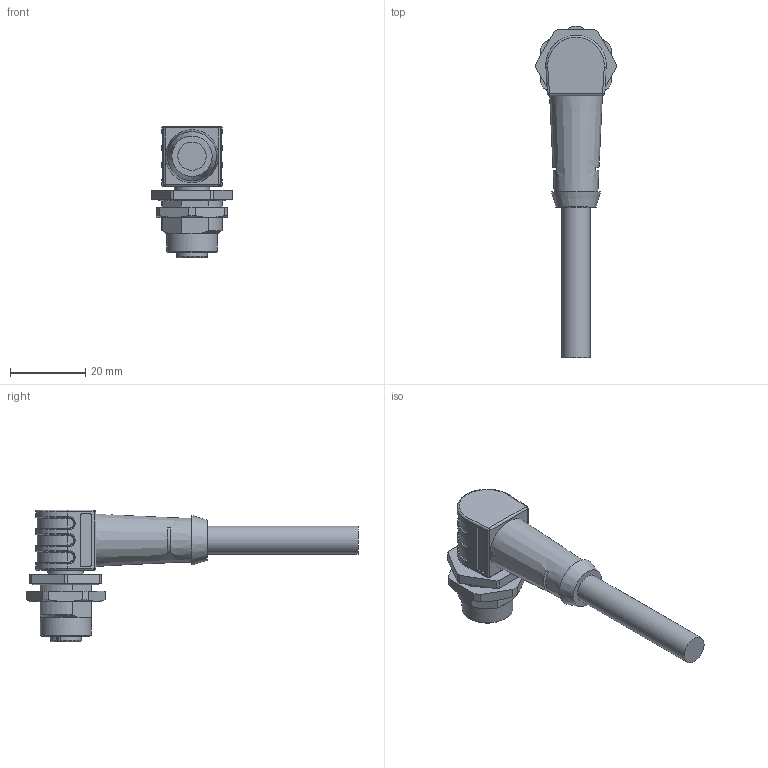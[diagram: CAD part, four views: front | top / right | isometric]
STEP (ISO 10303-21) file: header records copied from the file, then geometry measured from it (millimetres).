
FILE_DESCRIPTION(/* description */ (''),/* implementation_level */ '2;1');
FILE_NAME(/* name */ 'IE-WFKFDSY4_029-m_16_stp.stp',/* time_stamp */ '2016-03-11T13:09:46+01:00',/* author */ (''),/* organization */ (''),/* preprocessor_version */ 'ST-DEVELOPER v16',/* originating_system */ 'SIEMENS PLM Software NX 10.0',/* authorisation */ '');
FILE_SCHEMA (('AUTOMOTIVE_DESIGN { 1 0 10303 214 3 1 1 1 }'));
Length unit declared in the file: millimetre
Products named in the file (1): IE-WFKFDSY4_029-m_16_stp
Bounding box: 21.5 x 88 x 34.98 mm (x, y, z)
Volume: 12088.8 mm3; surface area: 5934.2 mm2
Topology: 1 solids, 2 shells, 291 faces, 735 edges, 459 vertices
Faces by surface type: cylinder 113, plane 89, cone 42, torus 25, bspline 18, sphere 4
Full cylindrical faces by diameter (mm): 1.1 x3, 1.15 x1, 1.5 x4, 7.5 x1, 9.4 x1, 11 x1, 12.3 x1, 13.5 x1
Entity records: 9217 total; most frequent: CARTESIAN_POINT 2290, DIRECTION 1519, ORIENTED_EDGE 1388, EDGE_CURVE 694, AXIS2_PLACEMENT_3D 607, VERTEX_POINT 446, EDGE_LOOP 340, CIRCLE 321
